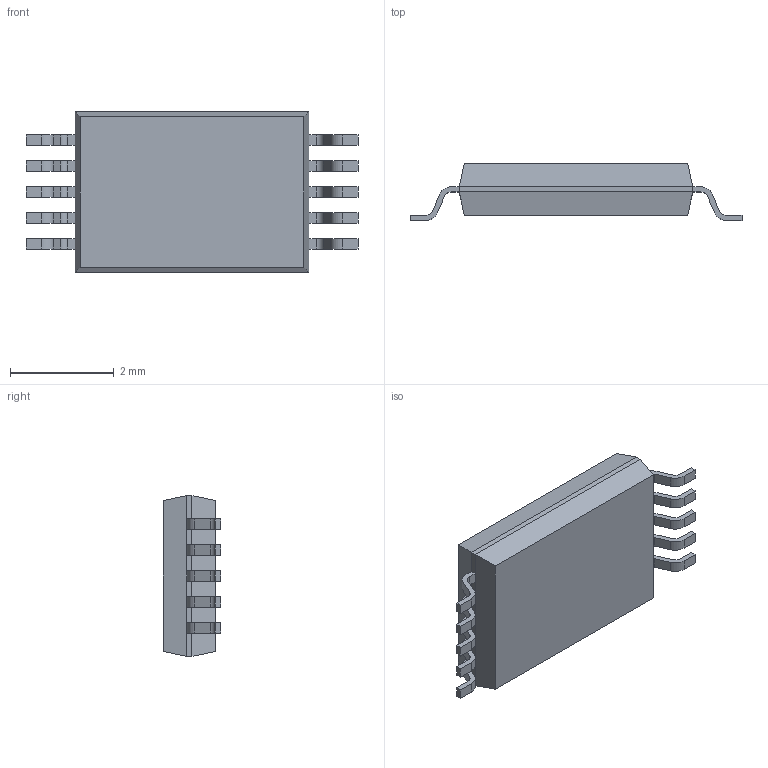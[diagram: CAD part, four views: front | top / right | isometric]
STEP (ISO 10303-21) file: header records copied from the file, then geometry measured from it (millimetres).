
FILE_DESCRIPTION (( 'STEP AP214' ), '1' );
FILE_NAME ('User Library-TSSOP-10 3.1x4.4.STEP', '2015-12-10T12:25:08', ( 'Windows User' ), ( '' ), 'SwSTEP 2.0', 'SolidWorks 2016', '' );
FILE_SCHEMA (( 'AUTOMOTIVE_DESIGN' ));
Length unit declared in the file: millimetre
Products named in the file (3): User Library-TSSOP-10 3.1x4.4_pin_TSSOP_TSSOP_0.2_1; User Library-TSSOP-10 3.1x4.4_body_TSSOP_TSSOP_3.1x4.5_1; User Library-TSSOP-10 3.1x4.4
Assembly tree (11 placements, depth 2):
  User Library-TSSOP-10 3.1x4.4
    User Library-TSSOP-10 3.1x4.4_body_TSSOP_TSSOP_3.1x4.5_1
    User Library-TSSOP-10 3.1x4.4_pin_TSSOP_TSSOP_0.2_1  x10
Bounding box: 6.4 x 1.1 x 3.1 mm (x, y, z)
Volume: 13.5 mm3; surface area: 48.3 mm2
Topology: 11 solids, 11 shells, 157 faces, 394 edges, 260 vertices
Faces by surface type: plane 115, cylinder 42
Entity records: 1375 total; most frequent: DIRECTION 172, CARTESIAN_POINT 159, ORIENTED_EDGE 140, EDGE_CURVE 70, VECTOR 58, LINE 58, AXIS2_PLACEMENT_3D 57, VERTEX_POINT 44
